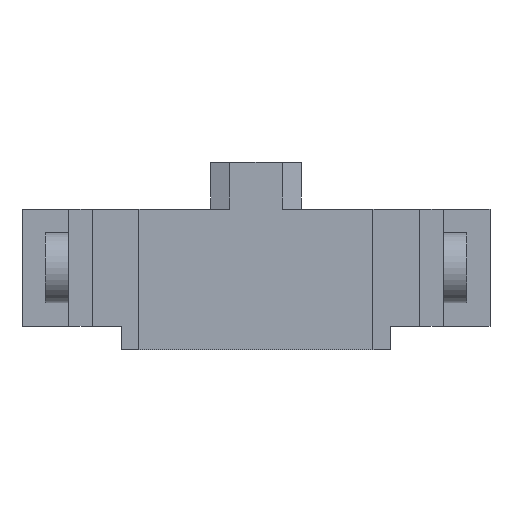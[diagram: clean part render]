
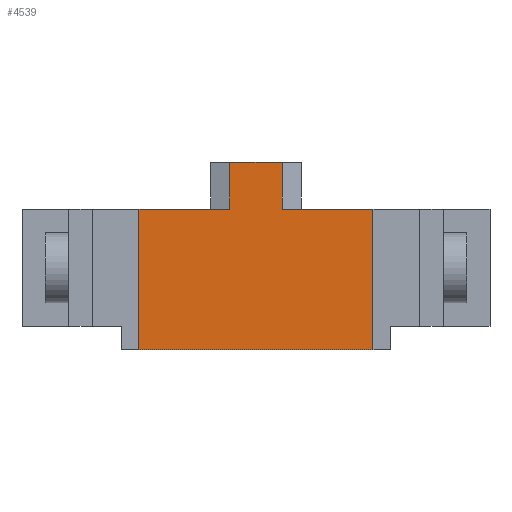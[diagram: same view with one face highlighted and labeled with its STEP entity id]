
A CAD part, front view. The second image highlights one B-rep face of the part: STEP entity #4539.
In plain terms, the highlighted planar face has unit normal (0, -1, 0).
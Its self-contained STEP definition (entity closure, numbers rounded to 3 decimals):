
#32 = PLANE('',#33);
#33 = AXIS2_PLACEMENT_3D('',#34,#35,#36);
#34 = CARTESIAN_POINT('',(-12.8,20.,3.2));
#35 = DIRECTION('',(0.,0.,1.));
#36 = DIRECTION('',(0.,-1.,0.));
#2997 = VERTEX_POINT('',#2998);
#2998 = CARTESIAN_POINT('',(1.8,-20.,3.2));
#3012 = PLANE('',#3013);
#3013 = AXIS2_PLACEMENT_3D('',#3014,#3015,#3016);
#3014 = CARTESIAN_POINT('',(1.8,-20.,6.4));
#3015 = DIRECTION('',(1.,-0.,0.));
#3016 = DIRECTION('',(0.,0.,-1.));
#3024 = EDGE_CURVE('',#3025,#2997,#3027,.T.);
#3025 = VERTEX_POINT('',#3026);
#3026 = CARTESIAN_POINT('',(8.,-20.,3.2));
#3027 = SURFACE_CURVE('',#3028,(#3032,#3039),.PCURVE_S1.);
#3028 = LINE('',#3029,#3030);
#3029 = CARTESIAN_POINT('',(12.8,-20.,3.2));
#3030 = VECTOR('',#3031,1.);
#3031 = DIRECTION('',(-1.,0.,0.));
#3032 = PCURVE('',#32,#3033);
#3033 = DEFINITIONAL_REPRESENTATION('',(#3034),#3038);
#3034 = LINE('',#3035,#3036);
#3035 = CARTESIAN_POINT('',(40.,25.6));
#3036 = VECTOR('',#3037,1.);
#3037 = DIRECTION('',(0.,-1.));
#3038 = ( GEOMETRIC_REPRESENTATION_CONTEXT(2) 
PARAMETRIC_REPRESENTATION_CONTEXT() REPRESENTATION_CONTEXT('2D SPACE',''
  ) );
#3039 = PCURVE('',#3040,#3045);
#3040 = PLANE('',#3041);
#3041 = AXIS2_PLACEMENT_3D('',#3042,#3043,#3044);
#3042 = CARTESIAN_POINT('',(12.8,-20.,-4.8));
#3043 = DIRECTION('',(0.,1.,0.));
#3044 = DIRECTION('',(0.,0.,1.));
#3045 = DEFINITIONAL_REPRESENTATION('',(#3046),#3050);
#3046 = LINE('',#3047,#3048);
#3047 = CARTESIAN_POINT('',(8.,0.));
#3048 = VECTOR('',#3049,1.);
#3049 = DIRECTION('',(0.,-1.));
#3050 = ( GEOMETRIC_REPRESENTATION_CONTEXT(2) 
PARAMETRIC_REPRESENTATION_CONTEXT() REPRESENTATION_CONTEXT('2D SPACE',''
  ) );
#3068 = PLANE('',#3069);
#3069 = AXIS2_PLACEMENT_3D('',#3070,#3071,#3072);
#3070 = CARTESIAN_POINT('',(8.,-19.6,3.2));
#3071 = DIRECTION('',(-1.,0.,0.));
#3072 = DIRECTION('',(0.,-1.,0.));
#4430 = PLANE('',#4431);
#4431 = AXIS2_PLACEMENT_3D('',#4432,#4433,#4434);
#4432 = CARTESIAN_POINT('',(0.,-12.,-6.4));
#4433 = DIRECTION('',(0.,0.,1.));
#4434 = DIRECTION('',(1.,0.,-0.));
#4495 = EDGE_CURVE('',#4496,#3025,#4498,.T.);
#4496 = VERTEX_POINT('',#4497);
#4497 = CARTESIAN_POINT('',(8.,-20.,-6.4));
#4498 = SURFACE_CURVE('',#4499,(#4503,#4510),.PCURVE_S1.);
#4499 = LINE('',#4500,#4501);
#4500 = CARTESIAN_POINT('',(8.,-20.,-0.8));
#4501 = VECTOR('',#4502,1.);
#4502 = DIRECTION('',(0.,-0.,1.));
#4503 = PCURVE('',#3068,#4504);
#4504 = DEFINITIONAL_REPRESENTATION('',(#4505),#4509);
#4505 = LINE('',#4506,#4507);
#4506 = CARTESIAN_POINT('',(0.4,-4.));
#4507 = VECTOR('',#4508,1.);
#4508 = DIRECTION('',(0.,1.));
#4509 = ( GEOMETRIC_REPRESENTATION_CONTEXT(2) 
PARAMETRIC_REPRESENTATION_CONTEXT() REPRESENTATION_CONTEXT('2D SPACE',''
  ) );
#4510 = PCURVE('',#3040,#4511);
#4511 = DEFINITIONAL_REPRESENTATION('',(#4512),#4516);
#4512 = LINE('',#4513,#4514);
#4513 = CARTESIAN_POINT('',(4.,-4.8));
#4514 = VECTOR('',#4515,1.);
#4515 = DIRECTION('',(1.,0.));
#4516 = ( GEOMETRIC_REPRESENTATION_CONTEXT(2) 
PARAMETRIC_REPRESENTATION_CONTEXT() REPRESENTATION_CONTEXT('2D SPACE',''
  ) );
#4539 = ADVANCED_FACE('',(#4540),#3040,.F.);
#4540 = FACE_BOUND('',#4541,.F.);
#4541 = EDGE_LOOP('',(#4542,#4543,#4566,#4594,#4622,#4650,#4678,#4699));
#4542 = ORIENTED_EDGE('',*,*,#4495,.F.);
#4543 = ORIENTED_EDGE('',*,*,#4544,.F.);
#4544 = EDGE_CURVE('',#4545,#4496,#4547,.T.);
#4545 = VERTEX_POINT('',#4546);
#4546 = CARTESIAN_POINT('',(-8.,-20.,-6.4));
#4547 = SURFACE_CURVE('',#4548,(#4552,#4559),.PCURVE_S1.);
#4548 = LINE('',#4549,#4550);
#4549 = CARTESIAN_POINT('',(-12.8,-20.,-6.4));
#4550 = VECTOR('',#4551,1.);
#4551 = DIRECTION('',(1.,0.,0.));
#4552 = PCURVE('',#3040,#4553);
#4553 = DEFINITIONAL_REPRESENTATION('',(#4554),#4558);
#4554 = LINE('',#4555,#4556);
#4555 = CARTESIAN_POINT('',(-1.6,-25.6));
#4556 = VECTOR('',#4557,1.);
#4557 = DIRECTION('',(0.,1.));
#4558 = ( GEOMETRIC_REPRESENTATION_CONTEXT(2) 
PARAMETRIC_REPRESENTATION_CONTEXT() REPRESENTATION_CONTEXT('2D SPACE',''
  ) );
#4559 = PCURVE('',#4430,#4560);
#4560 = DEFINITIONAL_REPRESENTATION('',(#4561),#4565);
#4561 = LINE('',#4562,#4563);
#4562 = CARTESIAN_POINT('',(-12.8,-8.));
#4563 = VECTOR('',#4564,1.);
#4564 = DIRECTION('',(1.,0.));
#4565 = ( GEOMETRIC_REPRESENTATION_CONTEXT(2) 
PARAMETRIC_REPRESENTATION_CONTEXT() REPRESENTATION_CONTEXT('2D SPACE',''
  ) );
#4566 = ORIENTED_EDGE('',*,*,#4567,.T.);
#4567 = EDGE_CURVE('',#4545,#4568,#4570,.T.);
#4568 = VERTEX_POINT('',#4569);
#4569 = CARTESIAN_POINT('',(-8.,-20.,3.2));
#4570 = SURFACE_CURVE('',#4571,(#4575,#4582),.PCURVE_S1.);
#4571 = LINE('',#4572,#4573);
#4572 = CARTESIAN_POINT('',(-8.,-20.,-0.8));
#4573 = VECTOR('',#4574,1.);
#4574 = DIRECTION('',(0.,-0.,1.));
#4575 = PCURVE('',#3040,#4576);
#4576 = DEFINITIONAL_REPRESENTATION('',(#4577),#4581);
#4577 = LINE('',#4578,#4579);
#4578 = CARTESIAN_POINT('',(4.,-20.8));
#4579 = VECTOR('',#4580,1.);
#4580 = DIRECTION('',(1.,0.));
#4581 = ( GEOMETRIC_REPRESENTATION_CONTEXT(2) 
PARAMETRIC_REPRESENTATION_CONTEXT() REPRESENTATION_CONTEXT('2D SPACE',''
  ) );
#4582 = PCURVE('',#4583,#4588);
#4583 = PLANE('',#4584);
#4584 = AXIS2_PLACEMENT_3D('',#4585,#4586,#4587);
#4585 = CARTESIAN_POINT('',(-8.,-19.6,3.2));
#4586 = DIRECTION('',(-1.,0.,0.));
#4587 = DIRECTION('',(0.,-1.,0.));
#4588 = DEFINITIONAL_REPRESENTATION('',(#4589),#4593);
#4589 = LINE('',#4590,#4591);
#4590 = CARTESIAN_POINT('',(0.4,-4.));
#4591 = VECTOR('',#4592,1.);
#4592 = DIRECTION('',(0.,1.));
#4593 = ( GEOMETRIC_REPRESENTATION_CONTEXT(2) 
PARAMETRIC_REPRESENTATION_CONTEXT() REPRESENTATION_CONTEXT('2D SPACE',''
  ) );
#4594 = ORIENTED_EDGE('',*,*,#4595,.F.);
#4595 = EDGE_CURVE('',#4596,#4568,#4598,.T.);
#4596 = VERTEX_POINT('',#4597);
#4597 = CARTESIAN_POINT('',(-1.8,-20.,3.2));
#4598 = SURFACE_CURVE('',#4599,(#4603,#4610),.PCURVE_S1.);
#4599 = LINE('',#4600,#4601);
#4600 = CARTESIAN_POINT('',(12.8,-20.,3.2));
#4601 = VECTOR('',#4602,1.);
#4602 = DIRECTION('',(-1.,0.,0.));
#4603 = PCURVE('',#3040,#4604);
#4604 = DEFINITIONAL_REPRESENTATION('',(#4605),#4609);
#4605 = LINE('',#4606,#4607);
#4606 = CARTESIAN_POINT('',(8.,0.));
#4607 = VECTOR('',#4608,1.);
#4608 = DIRECTION('',(0.,-1.));
#4609 = ( GEOMETRIC_REPRESENTATION_CONTEXT(2) 
PARAMETRIC_REPRESENTATION_CONTEXT() REPRESENTATION_CONTEXT('2D SPACE',''
  ) );
#4610 = PCURVE('',#4611,#4616);
#4611 = PLANE('',#4612);
#4612 = AXIS2_PLACEMENT_3D('',#4613,#4614,#4615);
#4613 = CARTESIAN_POINT('',(-12.8,20.,3.2));
#4614 = DIRECTION('',(0.,0.,1.));
#4615 = DIRECTION('',(0.,-1.,0.));
#4616 = DEFINITIONAL_REPRESENTATION('',(#4617),#4621);
#4617 = LINE('',#4618,#4619);
#4618 = CARTESIAN_POINT('',(40.,25.6));
#4619 = VECTOR('',#4620,1.);
#4620 = DIRECTION('',(0.,-1.));
#4621 = ( GEOMETRIC_REPRESENTATION_CONTEXT(2) 
PARAMETRIC_REPRESENTATION_CONTEXT() REPRESENTATION_CONTEXT('2D SPACE',''
  ) );
#4622 = ORIENTED_EDGE('',*,*,#4623,.T.);
#4623 = EDGE_CURVE('',#4596,#4624,#4626,.T.);
#4624 = VERTEX_POINT('',#4625);
#4625 = CARTESIAN_POINT('',(-1.8,-20.,6.4));
#4626 = SURFACE_CURVE('',#4627,(#4631,#4638),.PCURVE_S1.);
#4627 = LINE('',#4628,#4629);
#4628 = CARTESIAN_POINT('',(-1.8,-20.,3.2));
#4629 = VECTOR('',#4630,1.);
#4630 = DIRECTION('',(0.,0.,1.));
#4631 = PCURVE('',#3040,#4632);
#4632 = DEFINITIONAL_REPRESENTATION('',(#4633),#4637);
#4633 = LINE('',#4634,#4635);
#4634 = CARTESIAN_POINT('',(8.,-14.6));
#4635 = VECTOR('',#4636,1.);
#4636 = DIRECTION('',(1.,0.));
#4637 = ( GEOMETRIC_REPRESENTATION_CONTEXT(2) 
PARAMETRIC_REPRESENTATION_CONTEXT() REPRESENTATION_CONTEXT('2D SPACE',''
  ) );
#4638 = PCURVE('',#4639,#4644);
#4639 = PLANE('',#4640);
#4640 = AXIS2_PLACEMENT_3D('',#4641,#4642,#4643);
#4641 = CARTESIAN_POINT('',(-1.8,-20.,3.2));
#4642 = DIRECTION('',(-1.,0.,0.));
#4643 = DIRECTION('',(0.,0.,1.));
#4644 = DEFINITIONAL_REPRESENTATION('',(#4645),#4649);
#4645 = LINE('',#4646,#4647);
#4646 = CARTESIAN_POINT('',(0.,0.));
#4647 = VECTOR('',#4648,1.);
#4648 = DIRECTION('',(1.,0.));
#4649 = ( GEOMETRIC_REPRESENTATION_CONTEXT(2) 
PARAMETRIC_REPRESENTATION_CONTEXT() REPRESENTATION_CONTEXT('2D SPACE',''
  ) );
#4650 = ORIENTED_EDGE('',*,*,#4651,.T.);
#4651 = EDGE_CURVE('',#4624,#4652,#4654,.T.);
#4652 = VERTEX_POINT('',#4653);
#4653 = CARTESIAN_POINT('',(1.8,-20.,6.4));
#4654 = SURFACE_CURVE('',#4655,(#4659,#4666),.PCURVE_S1.);
#4655 = LINE('',#4656,#4657);
#4656 = CARTESIAN_POINT('',(-1.8,-20.,6.4));
#4657 = VECTOR('',#4658,1.);
#4658 = DIRECTION('',(1.,0.,-0.));
#4659 = PCURVE('',#3040,#4660);
#4660 = DEFINITIONAL_REPRESENTATION('',(#4661),#4665);
#4661 = LINE('',#4662,#4663);
#4662 = CARTESIAN_POINT('',(11.2,-14.6));
#4663 = VECTOR('',#4664,1.);
#4664 = DIRECTION('',(0.,1.));
#4665 = ( GEOMETRIC_REPRESENTATION_CONTEXT(2) 
PARAMETRIC_REPRESENTATION_CONTEXT() REPRESENTATION_CONTEXT('2D SPACE',''
  ) );
#4666 = PCURVE('',#4667,#4672);
#4667 = PLANE('',#4668);
#4668 = AXIS2_PLACEMENT_3D('',#4669,#4670,#4671);
#4669 = CARTESIAN_POINT('',(-1.8,-20.,6.4));
#4670 = DIRECTION('',(0.,0.,1.));
#4671 = DIRECTION('',(1.,0.,-0.));
#4672 = DEFINITIONAL_REPRESENTATION('',(#4673),#4677);
#4673 = LINE('',#4674,#4675);
#4674 = CARTESIAN_POINT('',(0.,0.));
#4675 = VECTOR('',#4676,1.);
#4676 = DIRECTION('',(1.,0.));
#4677 = ( GEOMETRIC_REPRESENTATION_CONTEXT(2) 
PARAMETRIC_REPRESENTATION_CONTEXT() REPRESENTATION_CONTEXT('2D SPACE',''
  ) );
#4678 = ORIENTED_EDGE('',*,*,#4679,.T.);
#4679 = EDGE_CURVE('',#4652,#2997,#4680,.T.);
#4680 = SURFACE_CURVE('',#4681,(#4685,#4692),.PCURVE_S1.);
#4681 = LINE('',#4682,#4683);
#4682 = CARTESIAN_POINT('',(1.8,-20.,6.4));
#4683 = VECTOR('',#4684,1.);
#4684 = DIRECTION('',(0.,0.,-1.));
#4685 = PCURVE('',#3040,#4686);
#4686 = DEFINITIONAL_REPRESENTATION('',(#4687),#4691);
#4687 = LINE('',#4688,#4689);
#4688 = CARTESIAN_POINT('',(11.2,-11.));
#4689 = VECTOR('',#4690,1.);
#4690 = DIRECTION('',(-1.,0.));
#4691 = ( GEOMETRIC_REPRESENTATION_CONTEXT(2) 
PARAMETRIC_REPRESENTATION_CONTEXT() REPRESENTATION_CONTEXT('2D SPACE',''
  ) );
#4692 = PCURVE('',#3012,#4693);
#4693 = DEFINITIONAL_REPRESENTATION('',(#4694),#4698);
#4694 = LINE('',#4695,#4696);
#4695 = CARTESIAN_POINT('',(0.,0.));
#4696 = VECTOR('',#4697,1.);
#4697 = DIRECTION('',(1.,0.));
#4698 = ( GEOMETRIC_REPRESENTATION_CONTEXT(2) 
PARAMETRIC_REPRESENTATION_CONTEXT() REPRESENTATION_CONTEXT('2D SPACE',''
  ) );
#4699 = ORIENTED_EDGE('',*,*,#3024,.F.);
